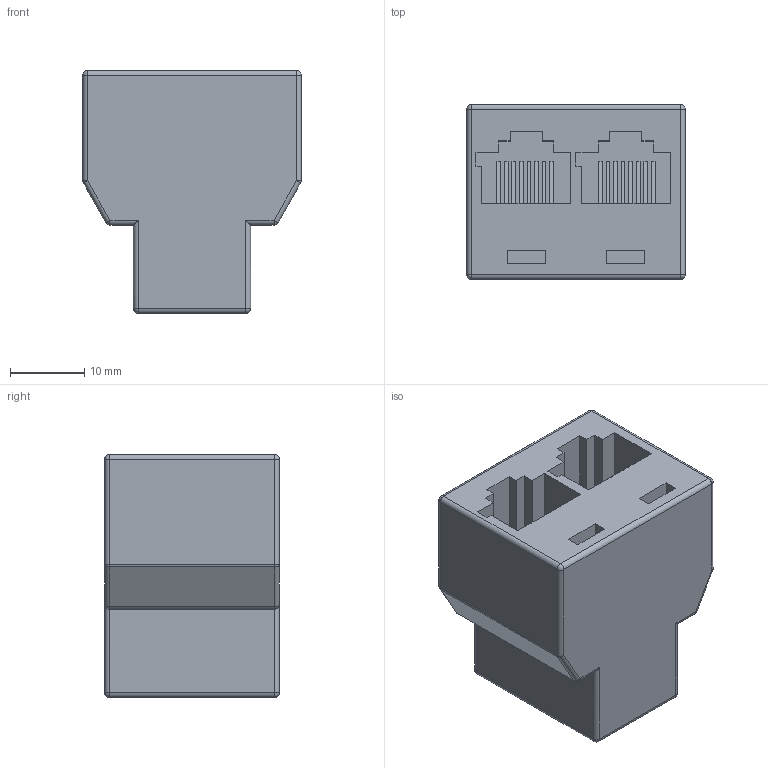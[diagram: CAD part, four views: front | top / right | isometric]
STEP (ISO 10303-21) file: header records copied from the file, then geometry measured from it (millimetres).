
FILE_DESCRIPTION (( 'STEP AP203' ), '1' );
FILE_NAME ('TDS1039-8C.STEP', '2006-06-30T18:56:35', ( ' ' ), ( ' ' ), 'SwSTEP 2.0', 'SolidWorks 2005354', '' );
FILE_SCHEMA (( 'CONFIG_CONTROL_DESIGN' ));
Length unit declared in the file: inch
Products named in the file (2): TDS1039-8C
Assembly tree (1 placements, depth 2):
  TDS1039-8C
    TDS1039-8C
Bounding box: 29.46 x 23.57 x 32.72 mm (x, y, z)
Volume: 15054.1 mm3; surface area: 6784.1 mm2
Topology: 1 solids, 1 shells, 236 faces, 584 edges, 356 vertices
Faces by surface type: plane 192, cylinder 28, sphere 16
Entity records: 6876 total; most frequent: CARTESIAN_POINT 1176, ORIENTED_EDGE 1136, DIRECTION 1092, EDGE_CURVE 568, VECTOR 516, LINE 516, VERTEX_POINT 356, AXIS2_PLACEMENT_3D 288
